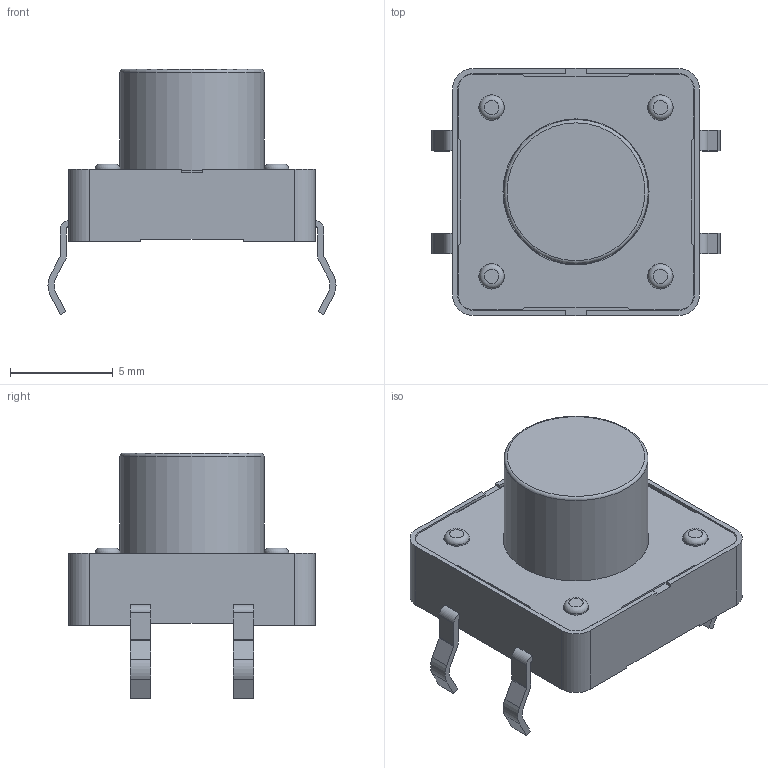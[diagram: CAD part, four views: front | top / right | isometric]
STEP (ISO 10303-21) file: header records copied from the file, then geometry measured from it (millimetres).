
FILE_DESCRIPTION(/* description */ (''),/* implementation_level */ '2;1');
FILE_NAME(/* name */ 'Tactile Push Button THT 12x12mm H8.50mm (Würth 430476085716).stp',/* time_stamp */ '2019-11-01T18:32:56+01:00',/* author */ ('Bernd das Brot'),/* organization */ (''),/* preprocessor_version */ 'ST-DEVELOPER v18',/* originating_system */ 'Autodesk Inventor 2020',/* authorisation */ '');
FILE_SCHEMA (('AUTOMOTIVE_DESIGN { 1 0 10303 214 3 1 1 }'));
Length unit declared in the file: millimetre
Products named in the file (1): Tactile Push Button THT 12x12mm H8.50mm (Würth 430476085716)
Bounding box: 14 x 12 x 11.92 mm (x, y, z)
Volume: 677.9 mm3; surface area: 635.4 mm2
Topology: 1 solids, 1 shells, 182 faces, 487 edges, 328 vertices
Faces by surface type: plane 127, cylinder 50, torus 5
Full cylindrical faces by diameter (mm): 1.2 x4, 1.24 x4, 7 x1, 7.1 x1
Entity records: 5955 total; most frequent: CARTESIAN_POINT 998, DIRECTION 978, ORIENTED_EDGE 974, EDGE_CURVE 487, LINE 362, VECTOR 362, VERTEX_POINT 328, AXIS2_PLACEMENT_3D 308
